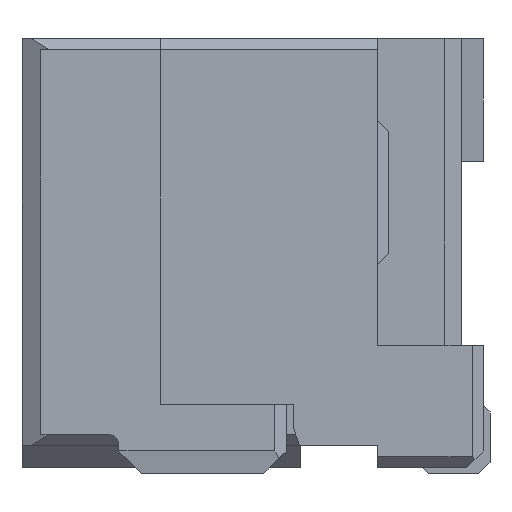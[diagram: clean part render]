
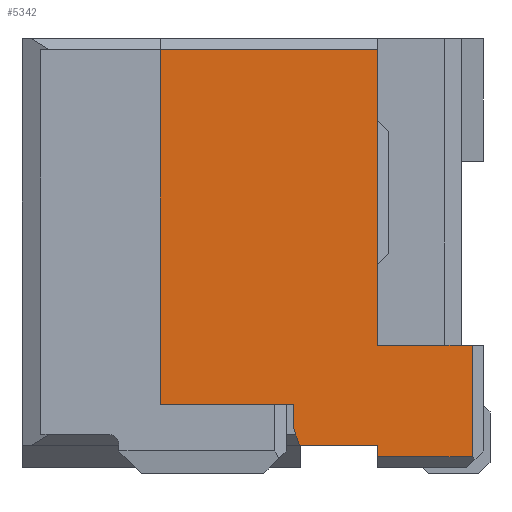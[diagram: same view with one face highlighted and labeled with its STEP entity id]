
A CAD part, left-side view. The second image highlights one B-rep face of the part: STEP entity #5342.
In plain terms, the highlighted planar face has unit normal (-1, 0, 0).
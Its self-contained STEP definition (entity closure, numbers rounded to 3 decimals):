
#193=FACE_OUTER_BOUND('',#471,.T.);
#471=EDGE_LOOP('',(#4201,#4202,#4203,#4204,#4205,#4206,#4207,#4208,#4209,
#4210,#4211));
#744=LINE('',#7461,#1479);
#1054=LINE('',#8145,#1789);
#1081=LINE('',#8200,#1816);
#1082=LINE('',#8203,#1817);
#1083=LINE('',#8205,#1818);
#1084=LINE('',#8206,#1819);
#1085=LINE('',#8208,#1820);
#1086=LINE('',#8210,#1821);
#1087=LINE('',#8212,#1822);
#1088=LINE('',#8214,#1823);
#1089=LINE('',#8215,#1824);
#1479=VECTOR('',#5983,0.7);
#1789=VECTOR('',#6565,3.18);
#1816=VECTOR('',#6606,1.2);
#1817=VECTOR('',#6609,1.95);
#1818=VECTOR('',#6610,0.22);
#1819=VECTOR('',#6611,0.158);
#1820=VECTOR('',#6612,0.1);
#1821=VECTOR('',#6613,0.85);
#1822=VECTOR('',#6614,1.);
#1823=VECTOR('',#6615,0.85);
#1824=VECTOR('',#6616,2.65);
#2219=VERTEX_POINT('',#7458);
#2220=VERTEX_POINT('',#7460);
#2457=VERTEX_POINT('',#8142);
#2458=VERTEX_POINT('',#8144);
#2479=VERTEX_POINT('',#8198);
#2480=VERTEX_POINT('',#8202);
#2481=VERTEX_POINT('',#8204);
#2482=VERTEX_POINT('',#8207);
#2483=VERTEX_POINT('',#8209);
#2484=VERTEX_POINT('',#8211);
#2485=VERTEX_POINT('',#8213);
#2740=EDGE_CURVE('',#2219,#2220,#744,.T.);
#3088=EDGE_CURVE('',#2458,#2457,#1054,.T.);
#3117=EDGE_CURVE('',#2479,#2457,#1081,.T.);
#3118=EDGE_CURVE('',#2458,#2480,#1082,.T.);
#3119=EDGE_CURVE('',#2479,#2481,#1083,.T.);
#3120=EDGE_CURVE('',#2481,#2220,#1084,.T.);
#3121=EDGE_CURVE('',#2219,#2482,#1085,.T.);
#3122=EDGE_CURVE('',#2482,#2483,#1086,.T.);
#3123=EDGE_CURVE('',#2483,#2484,#1087,.T.);
#3124=EDGE_CURVE('',#2485,#2484,#1088,.T.);
#3125=EDGE_CURVE('',#2480,#2485,#1089,.T.);
#4201=ORIENTED_EDGE('',*,*,#3118,.F.);
#4202=ORIENTED_EDGE('',*,*,#3088,.T.);
#4203=ORIENTED_EDGE('',*,*,#3117,.F.);
#4204=ORIENTED_EDGE('',*,*,#3119,.T.);
#4205=ORIENTED_EDGE('',*,*,#3120,.T.);
#4206=ORIENTED_EDGE('',*,*,#2740,.F.);
#4207=ORIENTED_EDGE('',*,*,#3121,.T.);
#4208=ORIENTED_EDGE('',*,*,#3122,.T.);
#4209=ORIENTED_EDGE('',*,*,#3123,.T.);
#4210=ORIENTED_EDGE('',*,*,#3124,.F.);
#4211=ORIENTED_EDGE('',*,*,#3125,.F.);
#5075=PLANE('',#5678);
#5342=ADVANCED_FACE('',(#193),#5075,.T.);
#5678=AXIS2_PLACEMENT_3D('',#8201,#6607,#6608);
#5983=DIRECTION('',(0.,1.,0.));
#6565=DIRECTION('',(0.,0.,-1.));
#6606=DIRECTION('',(0.,1.,0.));
#6607=DIRECTION('center_axis',(-1.,0.,0.));
#6608=DIRECTION('ref_axis',(0.,0.,1.));
#6609=DIRECTION('',(0.,-1.,0.));
#6610=DIRECTION('',(0.,0.,-1.));
#6611=DIRECTION('',(0.,-0.316,-0.949));
#6612=DIRECTION('',(0.,0.,-1.));
#6613=DIRECTION('',(0.,-1.,0.));
#6614=DIRECTION('',(0.,0.,1.));
#6615=DIRECTION('',(0.,-1.,0.));
#6616=DIRECTION('',(0.,0.,-1.));
#7458=CARTESIAN_POINT('',(-8.4,-6.53,17.06));
#7460=CARTESIAN_POINT('',(-8.4,-5.83,17.06));
#7461=CARTESIAN_POINT('',(-8.4,-6.53,17.06));
#8142=CARTESIAN_POINT('',(-8.4,-4.58,17.43));
#8144=CARTESIAN_POINT('',(-8.4,-4.58,20.61));
#8145=CARTESIAN_POINT('',(-8.4,-4.58,20.61));
#8198=CARTESIAN_POINT('',(-8.4,-5.78,17.43));
#8200=CARTESIAN_POINT('',(-8.4,-5.78,17.43));
#8201=CARTESIAN_POINT('Origin',(-8.4,-5.98,16.887));
#8202=CARTESIAN_POINT('',(-8.4,-6.53,20.61));
#8203=CARTESIAN_POINT('',(-8.4,-4.58,20.61));
#8204=CARTESIAN_POINT('',(-8.4,-5.78,17.21));
#8205=CARTESIAN_POINT('',(-8.4,-5.78,17.43));
#8206=CARTESIAN_POINT('',(-8.4,-5.78,17.21));
#8207=CARTESIAN_POINT('',(-8.4,-6.53,16.96));
#8208=CARTESIAN_POINT('',(-8.4,-6.53,17.06));
#8209=CARTESIAN_POINT('',(-8.4,-7.38,16.96));
#8210=CARTESIAN_POINT('',(-8.4,-6.53,16.96));
#8211=CARTESIAN_POINT('',(-8.4,-7.38,17.96));
#8212=CARTESIAN_POINT('',(-8.4,-7.38,16.96));
#8213=CARTESIAN_POINT('',(-8.4,-6.53,17.96));
#8214=CARTESIAN_POINT('',(-8.4,-6.53,17.96));
#8215=CARTESIAN_POINT('',(-8.4,-6.53,20.61));
